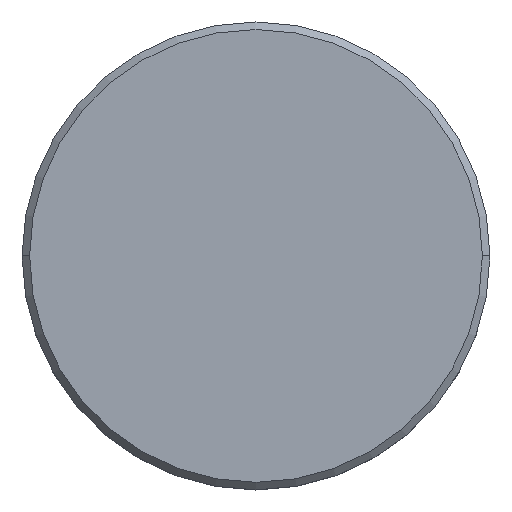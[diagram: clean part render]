
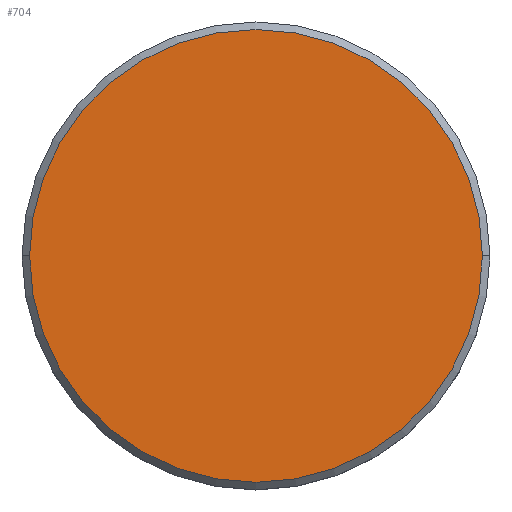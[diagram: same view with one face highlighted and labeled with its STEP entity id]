
A CAD part, top view. The second image highlights one B-rep face of the part: STEP entity #704.
In plain terms, the highlighted planar face has unit normal (0, 0, 1).
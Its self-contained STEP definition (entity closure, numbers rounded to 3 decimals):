
#67 = EDGE_CURVE ( 'NONE', #299, #585, #1106, .T. ) ;
#221 = ORIENTED_EDGE ( 'NONE', *, *, #67, .T. ) ;
#235 = DIRECTION ( 'NONE',  ( 1., 0., 0. ) ) ;
#255 = CARTESIAN_POINT ( 'NONE',  ( -15., 0., 0. ) ) ;
#299 = VERTEX_POINT ( 'NONE', #255 ) ;
#304 = DIRECTION ( 'NONE',  ( 0., 0., 1. ) ) ;
#312 = AXIS2_PLACEMENT_3D ( 'NONE', #1104, #417, #235 ) ;
#346 = AXIS2_PLACEMENT_3D ( 'NONE', #1118, #304, #848 ) ;
#370 = AXIS2_PLACEMENT_3D ( 'NONE', #661, #1033, #1042 ) ;
#417 = DIRECTION ( 'NONE',  ( 0., 0., 1. ) ) ;
#506 = ORIENTED_EDGE ( 'NONE', *, *, #755, .T. ) ;
#585 = VERTEX_POINT ( 'NONE', #1028 ) ;
#661 = CARTESIAN_POINT ( 'NONE',  ( 0., 0., 0. ) ) ;
#704 = ADVANCED_FACE ( 'NONE', ( #823 ), #735, .T. ) ;
#735 = PLANE ( 'NONE',  #312 ) ;
#755 = EDGE_CURVE ( 'NONE', #585, #299, #1170, .T. ) ;
#823 = FACE_OUTER_BOUND ( 'NONE', #1177, .T. ) ;
#848 = DIRECTION ( 'NONE',  ( 1., 0., 0. ) ) ;
#1028 = CARTESIAN_POINT ( 'NONE',  ( 15., 0., 0. ) ) ;
#1033 = DIRECTION ( 'NONE',  ( 0., 0., 1. ) ) ;
#1042 = DIRECTION ( 'NONE',  ( 1., 0., 0. ) ) ;
#1104 = CARTESIAN_POINT ( 'NONE',  ( 0., 0., 0. ) ) ;
#1106 = CIRCLE ( 'NONE', #346, 15. ) ;
#1118 = CARTESIAN_POINT ( 'NONE',  ( 0., 0., 0. ) ) ;
#1170 = CIRCLE ( 'NONE', #370, 15. ) ;
#1177 = EDGE_LOOP ( 'NONE', ( #221, #506 ) ) ;
